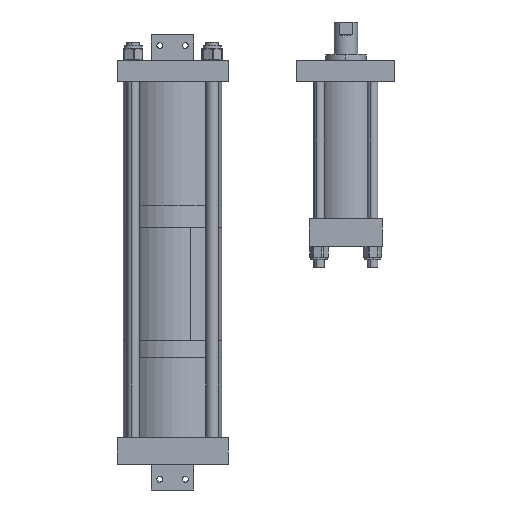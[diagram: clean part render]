
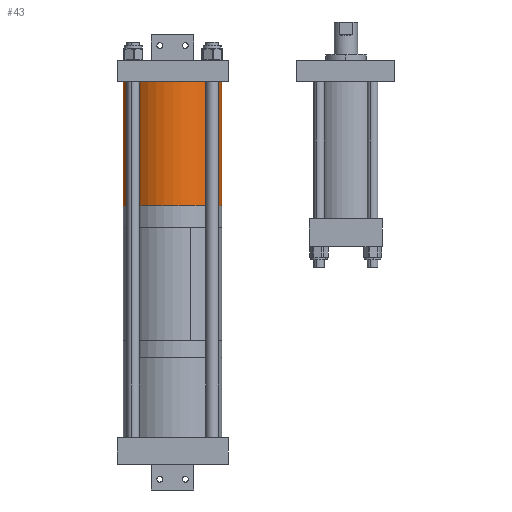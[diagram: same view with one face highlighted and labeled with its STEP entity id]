
A CAD part, front view. The second image highlights one B-rep face of the part: STEP entity #43.
In plain terms, the highlighted cylindrical face has radius 73.025 mm (diameter 146.05 mm), a partial arc.
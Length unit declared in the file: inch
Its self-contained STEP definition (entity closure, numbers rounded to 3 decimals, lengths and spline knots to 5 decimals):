
#43 = ADVANCED_FACE ( 'NONE', ( #2516 ), #5789, .T. ) ;
#258 = DIRECTION ( 'NONE',  ( -1., 0., 0. ) ) ;
#491 = ORIENTED_EDGE ( 'NONE', *, *, #16133, .F. ) ;
#513 = CIRCLE ( 'NONE', #1777, 2.875 ) ;
#582 = DIRECTION ( 'NONE',  ( 0., 0., 1. ) ) ;
#827 = CARTESIAN_POINT ( 'NONE',  ( -2.875, 0., 0. ) ) ;
#893 = VERTEX_POINT ( 'NONE', #9618 ) ;
#1078 = VECTOR ( 'NONE', #9032, 39.37008 ) ;
#1245 = VERTEX_POINT ( 'NONE', #4738 ) ;
#1777 = AXIS2_PLACEMENT_3D ( 'NONE', #14573, #582, #6945 ) ;
#1850 = EDGE_CURVE ( 'NONE', #13840, #893, #9029, .T. ) ;
#2516 = FACE_OUTER_BOUND ( 'NONE', #9131, .T. ) ;
#4637 = VECTOR ( 'NONE', #9453, 39.37008 ) ;
#4738 = CARTESIAN_POINT ( 'NONE',  ( -2.875, 0., 7.242 ) ) ;
#5789 = CYLINDRICAL_SURFACE ( 'NONE', #11348, 2.875 ) ;
#5858 = DIRECTION ( 'NONE',  ( 1., 0., 0. ) ) ;
#6462 = CARTESIAN_POINT ( 'NONE',  ( 2.875, 0., 7.242 ) ) ;
#6945 = DIRECTION ( 'NONE',  ( 1., 0., 0. ) ) ;
#7842 = CARTESIAN_POINT ( 'NONE',  ( -2.875, 0., 7.242 ) ) ;
#7990 = ORIENTED_EDGE ( 'NONE', *, *, #1850, .T. ) ;
#8062 = LINE ( 'NONE', #7842, #4637 ) ;
#9029 = CIRCLE ( 'NONE', #11069, 2.875 ) ;
#9032 = DIRECTION ( 'NONE',  ( 0., 0., -1. ) ) ;
#9131 = EDGE_LOOP ( 'NONE', ( #491, #10939, #10120, #7990 ) ) ;
#9354 = LINE ( 'NONE', #6462, #1078 ) ;
#9453 = DIRECTION ( 'NONE',  ( 0., 0., -1. ) ) ;
#9618 = CARTESIAN_POINT ( 'NONE',  ( 2.875, 0., 0. ) ) ;
#10120 = ORIENTED_EDGE ( 'NONE', *, *, #13488, .T. ) ;
#10939 = ORIENTED_EDGE ( 'NONE', *, *, #15016, .F. ) ;
#11069 = AXIS2_PLACEMENT_3D ( 'NONE', #13585, #13698, #5858 ) ;
#11348 = AXIS2_PLACEMENT_3D ( 'NONE', #14265, #12905, #258 ) ;
#12497 = CARTESIAN_POINT ( 'NONE',  ( 2.875, 0., 7.242 ) ) ;
#12552 = VERTEX_POINT ( 'NONE', #12497 ) ;
#12905 = DIRECTION ( 'NONE',  ( 0., 0., -1. ) ) ;
#13488 = EDGE_CURVE ( 'NONE', #1245, #13840, #8062, .T. ) ;
#13585 = CARTESIAN_POINT ( 'NONE',  ( 0., 0., 0. ) ) ;
#13698 = DIRECTION ( 'NONE',  ( 0., 0., 1. ) ) ;
#13840 = VERTEX_POINT ( 'NONE', #827 ) ;
#14265 = CARTESIAN_POINT ( 'NONE',  ( 0., 0., 7.242 ) ) ;
#14573 = CARTESIAN_POINT ( 'NONE',  ( 0., 0., 7.242 ) ) ;
#15016 = EDGE_CURVE ( 'NONE', #1245, #12552, #513, .T. ) ;
#16133 = EDGE_CURVE ( 'NONE', #12552, #893, #9354, .T. ) ;
